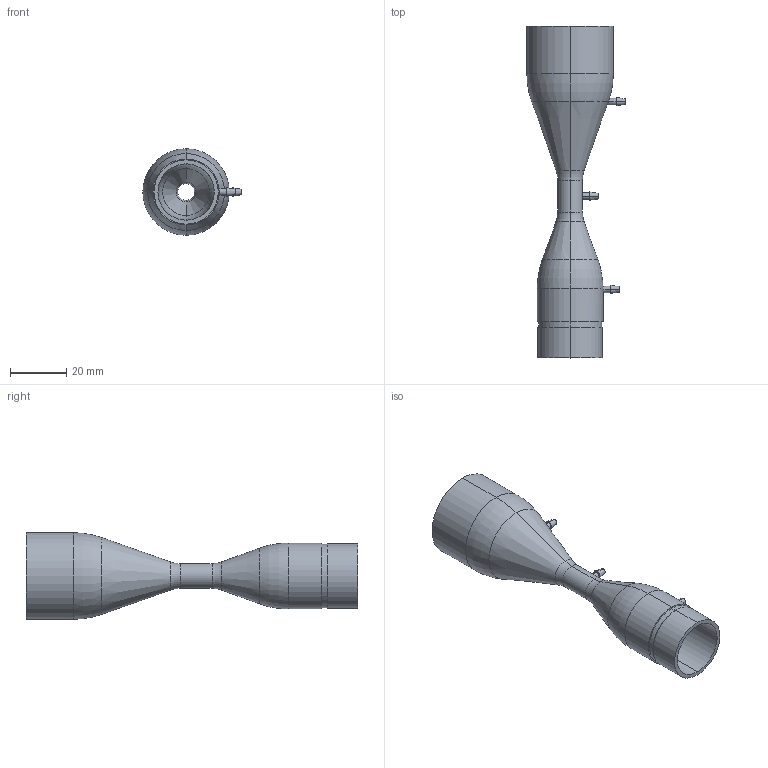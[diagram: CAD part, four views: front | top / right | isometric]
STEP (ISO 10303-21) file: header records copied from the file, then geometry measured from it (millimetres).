
FILE_DESCRIPTION (( 'STEP AP214' ), '1' );
FILE_NAME ('VenturyTube.STEP', '2020-04-01T16:00:22', ( '' ), ( '' ), 'SwSTEP 2.0', 'SolidWorks 2019', '' );
FILE_SCHEMA (( 'AUTOMOTIVE_DESIGN' ));
Length unit declared in the file: millimetre
Products named in the file (1): VenturyTube
Bounding box: 34.9 x 117.77 x 30.7 mm (x, y, z)
Volume: 16530.7 mm3; surface area: 14581.8 mm2
Topology: 1 solids, 1 shells, 76 faces, 167 edges, 98 vertices
Faces by surface type: cylinder 32, cone 18, torus 16, plane 10
Entity records: 2286 total; most frequent: CARTESIAN_POINT 524, DIRECTION 402, ORIENTED_EDGE 334, AXIS2_PLACEMENT_3D 176, EDGE_CURVE 167, CIRCLE 99, VERTEX_POINT 98, EDGE_LOOP 89
